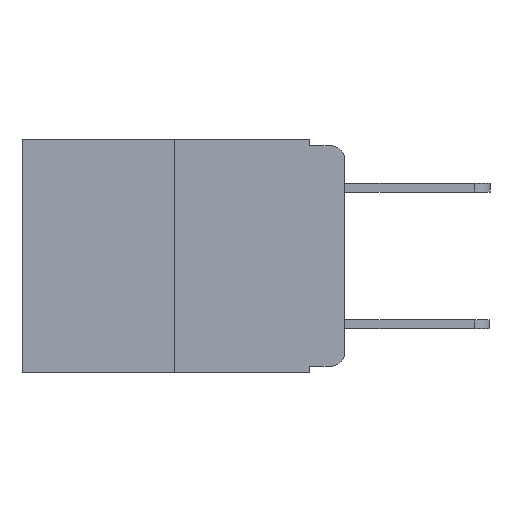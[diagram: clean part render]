
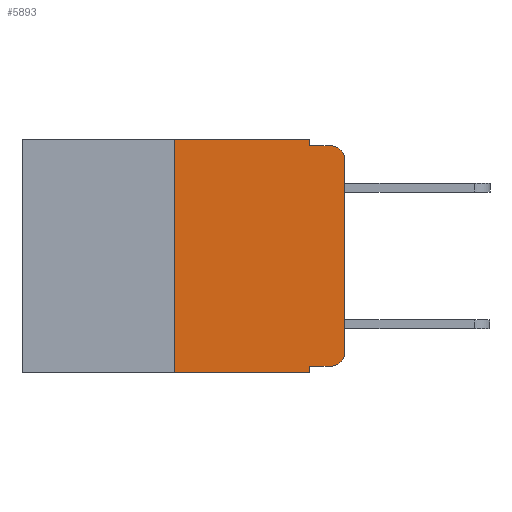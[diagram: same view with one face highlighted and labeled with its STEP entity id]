
A CAD part, left-side view. The second image highlights one B-rep face of the part: STEP entity #5893.
In plain terms, the highlighted planar face has unit normal (-1, 0, 0).
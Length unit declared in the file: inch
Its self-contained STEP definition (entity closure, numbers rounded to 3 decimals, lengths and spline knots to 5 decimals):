
#27 = DIRECTION ( 'NONE',  ( 0., 0., 1. ) ) ;
#83 = CARTESIAN_POINT ( 'NONE',  ( 0., 0.051, 0. ) ) ;
#220 = DIRECTION ( 'NONE',  ( 0., 0., -1. ) ) ;
#282 = ORIENTED_EDGE ( 'NONE', *, *, #7143, .T. ) ;
#302 = LINE ( 'NONE', #9704, #9037 ) ;
#357 = EDGE_CURVE ( 'NONE', #1848, #9778, #8022, .T. ) ;
#467 = AXIS2_PLACEMENT_3D ( 'NONE', #2787, #10322, #4558 ) ;
#1058 = PLANE ( 'NONE',  #467 ) ;
#1152 = CARTESIAN_POINT ( 'NONE',  ( 0., 0., -0.03 ) ) ;
#1281 = VECTOR ( 'NONE', #10218, 39.37008 ) ;
#1325 = ORIENTED_EDGE ( 'NONE', *, *, #4268, .T. ) ;
#1360 = EDGE_CURVE ( 'NONE', #4142, #6875, #2068, .T. ) ;
#1532 = VERTEX_POINT ( 'NONE', #83 ) ;
#1571 = CARTESIAN_POINT ( 'NONE',  ( 0., 0.02, -0.01 ) ) ;
#1848 = VERTEX_POINT ( 'NONE', #8297 ) ;
#1864 = CIRCLE ( 'NONE', #9196, 0.02 ) ;
#1915 = LINE ( 'NONE', #6352, #3692 ) ;
#1921 = CARTESIAN_POINT ( 'NONE',  ( 0., 0.051, -0.01 ) ) ;
#2053 = CARTESIAN_POINT ( 'NONE',  ( 0., 0.051, -0.333 ) ) ;
#2068 = LINE ( 'NONE', #7085, #4370 ) ;
#2074 = EDGE_CURVE ( 'NONE', #1532, #10190, #1915, .T. ) ;
#2752 = DIRECTION ( 'NONE',  ( 0., 0., -1. ) ) ;
#2787 = CARTESIAN_POINT ( 'NONE',  ( 0., 0.473, 0. ) ) ;
#2862 = ORIENTED_EDGE ( 'NONE', *, *, #6170, .T. ) ;
#3001 = ORIENTED_EDGE ( 'NONE', *, *, #3771, .F. ) ;
#3145 = DIRECTION ( 'NONE',  ( 0., -1., 0. ) ) ;
#3667 = VERTEX_POINT ( 'NONE', #5862 ) ;
#3692 = VECTOR ( 'NONE', #220, 39.37008 ) ;
#3771 = EDGE_CURVE ( 'NONE', #10190, #8549, #6688, .T. ) ;
#3811 = ORIENTED_EDGE ( 'NONE', *, *, #9210, .F. ) ;
#3955 = CARTESIAN_POINT ( 'NONE',  ( 0., 0.25, 0. ) ) ;
#3966 = DIRECTION ( 'NONE',  ( 0., 0., -1. ) ) ;
#4091 = VECTOR ( 'NONE', #7520, 39.37008 ) ;
#4142 = VERTEX_POINT ( 'NONE', #9604 ) ;
#4156 = DIRECTION ( 'NONE',  ( -1., 0., 0. ) ) ;
#4241 = VERTEX_POINT ( 'NONE', #8239 ) ;
#4268 = EDGE_CURVE ( 'NONE', #5512, #8549, #1864, .T. ) ;
#4370 = VECTOR ( 'NONE', #3966, 39.37008 ) ;
#4558 = DIRECTION ( 'NONE',  ( 0., 0., -1. ) ) ;
#4811 = ORIENTED_EDGE ( 'NONE', *, *, #6475, .T. ) ;
#4831 = VECTOR ( 'NONE', #8140, 39.37008 ) ;
#5147 = CARTESIAN_POINT ( 'NONE',  ( 0., 0.051, -0.01 ) ) ;
#5354 = VECTOR ( 'NONE', #6121, 39.37008 ) ;
#5422 = EDGE_LOOP ( 'NONE', ( #4811, #1325, #3001, #7163, #3811, #7784, #282, #7292, #7406, #2862 ) ) ;
#5512 = VERTEX_POINT ( 'NONE', #1152 ) ;
#5782 = EDGE_CURVE ( 'NONE', #4142, #3667, #9426, .T. ) ;
#5862 = CARTESIAN_POINT ( 'NONE',  ( 0., 0.02, -0.333 ) ) ;
#5893 = ADVANCED_FACE ( 'NONE', ( #8416 ), #1058, .F. ) ;
#5959 = CARTESIAN_POINT ( 'NONE',  ( 0., 0.02, -0.313 ) ) ;
#6001 = DIRECTION ( 'NONE',  ( -1., 0., 0. ) ) ;
#6121 = DIRECTION ( 'NONE',  ( 0., -1., 0. ) ) ;
#6170 = EDGE_CURVE ( 'NONE', #3667, #4241, #9666, .T. ) ;
#6346 = CARTESIAN_POINT ( 'NONE',  ( 0., 0.473, 0. ) ) ;
#6352 = CARTESIAN_POINT ( 'NONE',  ( 0., 0.051, 0. ) ) ;
#6475 = EDGE_CURVE ( 'NONE', #4241, #5512, #302, .T. ) ;
#6598 = LINE ( 'NONE', #6346, #4091 ) ;
#6688 = LINE ( 'NONE', #1921, #8848 ) ;
#6729 = CARTESIAN_POINT ( 'NONE',  ( 0., 0.473, -0.343 ) ) ;
#6875 = VERTEX_POINT ( 'NONE', #9554 ) ;
#7085 = CARTESIAN_POINT ( 'NONE',  ( 0., 0.051, 0. ) ) ;
#7143 = EDGE_CURVE ( 'NONE', #1848, #6875, #9677, .T. ) ;
#7163 = ORIENTED_EDGE ( 'NONE', *, *, #2074, .F. ) ;
#7292 = ORIENTED_EDGE ( 'NONE', *, *, #1360, .F. ) ;
#7406 = ORIENTED_EDGE ( 'NONE', *, *, #5782, .T. ) ;
#7520 = DIRECTION ( 'NONE',  ( 0., -1., 0. ) ) ;
#7784 = ORIENTED_EDGE ( 'NONE', *, *, #357, .F. ) ;
#8022 = LINE ( 'NONE', #3955, #1281 ) ;
#8140 = DIRECTION ( 'NONE',  ( 0., -1., 0. ) ) ;
#8239 = CARTESIAN_POINT ( 'NONE',  ( 0., 0., -0.313 ) ) ;
#8297 = CARTESIAN_POINT ( 'NONE',  ( 0., 0.25, -0.343 ) ) ;
#8416 = FACE_OUTER_BOUND ( 'NONE', #5422, .T. ) ;
#8427 = AXIS2_PLACEMENT_3D ( 'NONE', #5959, #6001, #2752 ) ;
#8549 = VERTEX_POINT ( 'NONE', #1571 ) ;
#8848 = VECTOR ( 'NONE', #3145, 39.37008 ) ;
#9037 = VECTOR ( 'NONE', #27, 39.37008 ) ;
#9095 = CARTESIAN_POINT ( 'NONE',  ( 0., 0.02, -0.03 ) ) ;
#9196 = AXIS2_PLACEMENT_3D ( 'NONE', #9095, #4156, #9899 ) ;
#9210 = EDGE_CURVE ( 'NONE', #9778, #1532, #6598, .T. ) ;
#9426 = LINE ( 'NONE', #2053, #4831 ) ;
#9554 = CARTESIAN_POINT ( 'NONE',  ( 0., 0.051, -0.343 ) ) ;
#9604 = CARTESIAN_POINT ( 'NONE',  ( 0., 0.051, -0.333 ) ) ;
#9666 = CIRCLE ( 'NONE', #8427, 0.02 ) ;
#9677 = LINE ( 'NONE', #6729, #5354 ) ;
#9704 = CARTESIAN_POINT ( 'NONE',  ( 0., 0., 0. ) ) ;
#9770 = CARTESIAN_POINT ( 'NONE',  ( 0., 0.25, 0. ) ) ;
#9778 = VERTEX_POINT ( 'NONE', #9770 ) ;
#9899 = DIRECTION ( 'NONE',  ( 0., 0., -1. ) ) ;
#10190 = VERTEX_POINT ( 'NONE', #5147 ) ;
#10218 = DIRECTION ( 'NONE',  ( 0., 0., 1. ) ) ;
#10322 = DIRECTION ( 'NONE',  ( 1., 0., 0. ) ) ;
